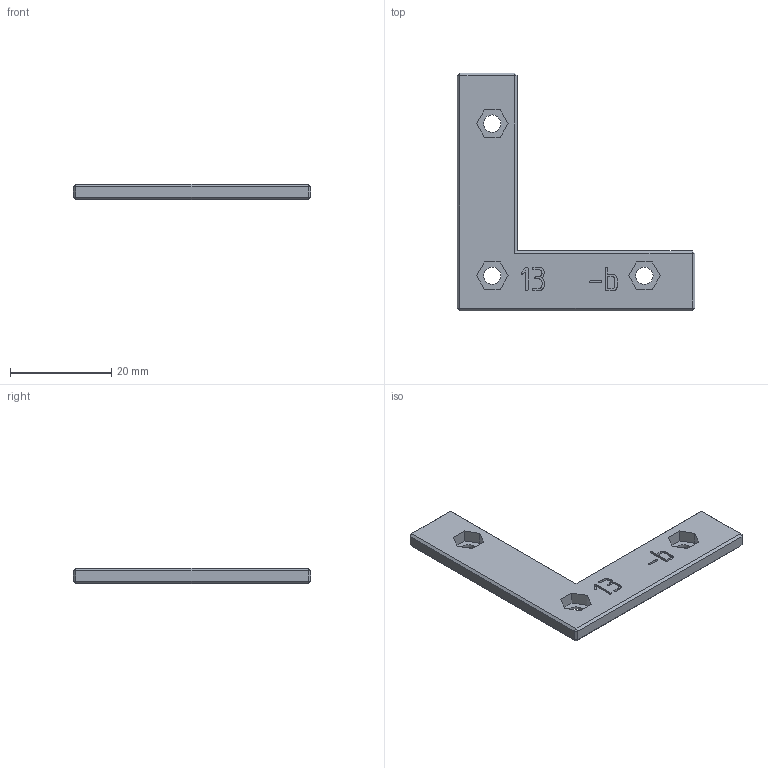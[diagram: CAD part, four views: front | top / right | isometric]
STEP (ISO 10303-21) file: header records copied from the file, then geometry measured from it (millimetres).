
FILE_DESCRIPTION(('FreeCAD Model'),'2;1');
FILE_NAME('Open CASCADE Shape Model','2023-10-07T19:29:16',(''),(''), 'Open CASCADE STEP processor 7.6','FreeCAD','Unknown');
FILE_SCHEMA(('AUTOMOTIVE_DESIGN { 1 0 10303 214 1 1 1 1 }'));
Length unit declared in the file: millimetre
Products named in the file (1): P0170-13-b_Eckverbinder_Magnet_oben
Bounding box: 46.8 x 46.8 x 3 mm (x, y, z)
Volume: 2502.3 mm3; surface area: 2598.6 mm2
Topology: 1 solids, 1 shells, 132 faces, 328 edges, 208 vertices
Faces by surface type: plane 79, extrusion 48, cylinder 5
Full cylindrical faces by diameter (mm): 3.4 x3, 6 x2
Entity records: 8200 total; most frequent: CARTESIAN_POINT 1805, DIRECTION 1020, VECTOR 820, LINE 772, ORIENTED_EDGE 656, PCURVE 656, DEFINITIONAL_REPRESENTATION 656, EDGE_CURVE 328
